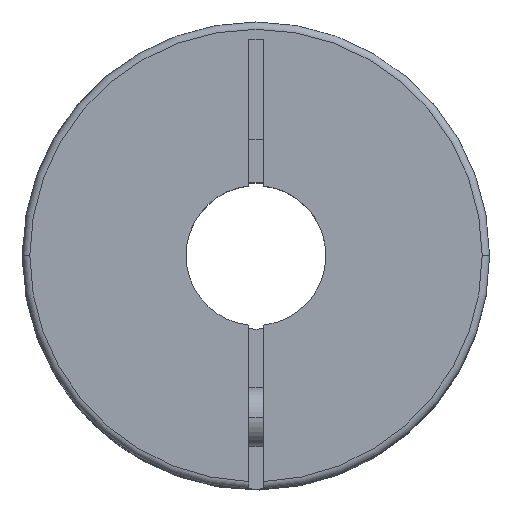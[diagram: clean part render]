
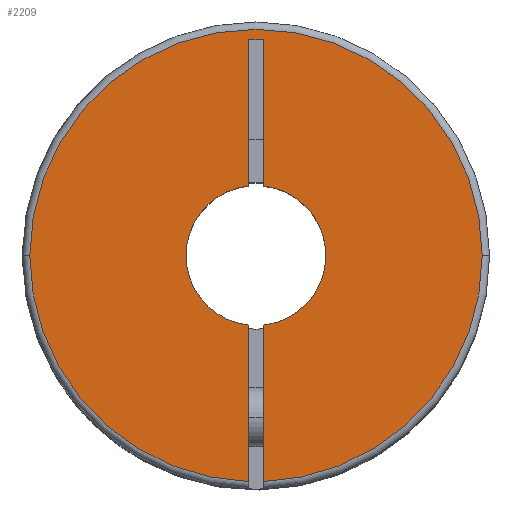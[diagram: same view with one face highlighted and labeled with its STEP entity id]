
A CAD part, top view. The second image highlights one B-rep face of the part: STEP entity #2209.
In plain terms, the highlighted planar face has unit normal (0, 0, 1).
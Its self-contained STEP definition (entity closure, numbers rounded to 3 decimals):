
#17 = EDGE_CURVE ( 'NONE', #2514, #311, #210, .T. ) ;
#25 = VERTEX_POINT ( 'NONE', #2268 ) ;
#30 = VERTEX_POINT ( 'NONE', #1565 ) ;
#52 = CARTESIAN_POINT ( 'NONE',  ( 0., 0., 0. ) ) ;
#80 = CARTESIAN_POINT ( 'NONE',  ( -0.5, 4.736, 0. ) ) ;
#83 = CIRCLE ( 'NONE', #4169, 4.763 ) ;
#110 = CARTESIAN_POINT ( 'NONE',  ( 0.5, -4.736, 0. ) ) ;
#163 = CARTESIAN_POINT ( 'NONE',  ( -15.4, 0., 0. ) ) ;
#210 = LINE ( 'NONE', #2590, #2064 ) ;
#241 = CIRCLE ( 'NONE', #1522, 15.4 ) ;
#268 = DIRECTION ( 'NONE',  ( -1., 0., 0. ) ) ;
#311 = VERTEX_POINT ( 'NONE', #80 ) ;
#413 = LINE ( 'NONE', #3467, #2961 ) ;
#420 = ORIENTED_EDGE ( 'NONE', *, *, #3310, .F. ) ;
#423 = EDGE_CURVE ( 'NONE', #2249, #4153, #2905, .T. ) ;
#501 = CARTESIAN_POINT ( 'NONE',  ( -0.5, -4.736, 0. ) ) ;
#534 = EDGE_LOOP ( 'NONE', ( #420, #2566, #751, #4118, #3480, #1901, #3089, #4175, #1973, #2895, #2156 ) ) ;
#537 = DIRECTION ( 'NONE',  ( -1., 0., 0. ) ) ;
#577 = VERTEX_POINT ( 'NONE', #3546 ) ;
#588 = DIRECTION ( 'NONE',  ( 0., 0., -1. ) ) ;
#611 = CARTESIAN_POINT ( 'NONE',  ( 0.5, -15.9, 0. ) ) ;
#612 = LINE ( 'NONE', #3685, #3441 ) ;
#751 = ORIENTED_EDGE ( 'NONE', *, *, #1490, .T. ) ;
#824 = DIRECTION ( 'NONE',  ( 0., 0., -1. ) ) ;
#1050 = CARTESIAN_POINT ( 'NONE',  ( -0.5, 14.7, 0. ) ) ;
#1206 = CARTESIAN_POINT ( 'NONE',  ( 0., 0., 0. ) ) ;
#1279 = CARTESIAN_POINT ( 'NONE',  ( 15.4, 0., 0. ) ) ;
#1408 = DIRECTION ( 'NONE',  ( -1., 0., 0. ) ) ;
#1427 = DIRECTION ( 'NONE',  ( 0., 0., -1. ) ) ;
#1451 = CARTESIAN_POINT ( 'NONE',  ( 0., 0., 0. ) ) ;
#1458 = EDGE_CURVE ( 'NONE', #4153, #25, #241, .T. ) ;
#1490 = EDGE_CURVE ( 'NONE', #4029, #577, #2465, .T. ) ;
#1522 = AXIS2_PLACEMENT_3D ( 'NONE', #1451, #2113, #3486 ) ;
#1523 = DIRECTION ( 'NONE',  ( 0., -1., 0. ) ) ;
#1565 = CARTESIAN_POINT ( 'NONE',  ( 0.5, 4.736, 0. ) ) ;
#1782 = CARTESIAN_POINT ( 'NONE',  ( -0.5, 14.7, 0. ) ) ;
#1901 = ORIENTED_EDGE ( 'NONE', *, *, #2075, .F. ) ;
#1952 = VERTEX_POINT ( 'NONE', #2483 ) ;
#1962 = DIRECTION ( 'NONE',  ( 0., -1., 0. ) ) ;
#1973 = ORIENTED_EDGE ( 'NONE', *, *, #2155, .F. ) ;
#2039 = EDGE_CURVE ( 'NONE', #4029, #1952, #2796, .T. ) ;
#2064 = VECTOR ( 'NONE', #1962, 1000. ) ;
#2075 = EDGE_CURVE ( 'NONE', #2536, #2514, #413, .T. ) ;
#2113 = DIRECTION ( 'NONE',  ( 0., 0., -1. ) ) ;
#2155 = EDGE_CURVE ( 'NONE', #25, #3905, #3263, .T. ) ;
#2156 = ORIENTED_EDGE ( 'NONE', *, *, #423, .F. ) ;
#2209 = ADVANCED_FACE ( 'NONE', ( #3594 ), #2971, .F. ) ;
#2249 = VERTEX_POINT ( 'NONE', #163 ) ;
#2261 = VECTOR ( 'NONE', #3282, 1000. ) ;
#2266 = DIRECTION ( 'NONE',  ( 0., -1., 0. ) ) ;
#2268 = CARTESIAN_POINT ( 'NONE',  ( 0.5, -15.392, 0. ) ) ;
#2465 = CIRCLE ( 'NONE', #2896, 4.763 ) ;
#2483 = CARTESIAN_POINT ( 'NONE',  ( -0.5, -15.392, 0. ) ) ;
#2514 = VERTEX_POINT ( 'NONE', #1050 ) ;
#2519 = CARTESIAN_POINT ( 'NONE',  ( 0., 0., 0. ) ) ;
#2534 = AXIS2_PLACEMENT_3D ( 'NONE', #2637, #588, #2266 ) ;
#2536 = VERTEX_POINT ( 'NONE', #3015 ) ;
#2566 = ORIENTED_EDGE ( 'NONE', *, *, #2039, .F. ) ;
#2590 = CARTESIAN_POINT ( 'NONE',  ( -0.5, 14.7, 0. ) ) ;
#2632 = EDGE_CURVE ( 'NONE', #30, #3905, #2721, .T. ) ;
#2637 = CARTESIAN_POINT ( 'NONE',  ( 0., 0., 0. ) ) ;
#2721 = CIRCLE ( 'NONE', #2938, 4.763 ) ;
#2754 = AXIS2_PLACEMENT_3D ( 'NONE', #1206, #3634, #268 ) ;
#2796 = LINE ( 'NONE', #1782, #2818 ) ;
#2818 = VECTOR ( 'NONE', #1523, 1000. ) ;
#2877 = CARTESIAN_POINT ( 'NONE',  ( 0., 0., 0. ) ) ;
#2895 = ORIENTED_EDGE ( 'NONE', *, *, #1458, .F. ) ;
#2896 = AXIS2_PLACEMENT_3D ( 'NONE', #2519, #824, #4198 ) ;
#2905 = CIRCLE ( 'NONE', #2754, 15.4 ) ;
#2938 = AXIS2_PLACEMENT_3D ( 'NONE', #52, #1427, #1408 ) ;
#2961 = VECTOR ( 'NONE', #3170, 1000. ) ;
#2971 = PLANE ( 'NONE',  #2534 ) ;
#2984 = CARTESIAN_POINT ( 'NONE',  ( 0., 0., 0. ) ) ;
#3015 = CARTESIAN_POINT ( 'NONE',  ( 0.5, 14.7, 0. ) ) ;
#3089 = ORIENTED_EDGE ( 'NONE', *, *, #3206, .F. ) ;
#3170 = DIRECTION ( 'NONE',  ( -1., 0., 0. ) ) ;
#3206 = EDGE_CURVE ( 'NONE', #30, #2536, #612, .T. ) ;
#3263 = LINE ( 'NONE', #611, #2261 ) ;
#3282 = DIRECTION ( 'NONE',  ( 0., 1., 0. ) ) ;
#3283 = DIRECTION ( 'NONE',  ( 0., 1., 0. ) ) ;
#3310 = EDGE_CURVE ( 'NONE', #1952, #2249, #3650, .T. ) ;
#3405 = EDGE_CURVE ( 'NONE', #577, #311, #83, .T. ) ;
#3441 = VECTOR ( 'NONE', #3283, 1000. ) ;
#3467 = CARTESIAN_POINT ( 'NONE',  ( 0.5, 14.7, 0. ) ) ;
#3480 = ORIENTED_EDGE ( 'NONE', *, *, #17, .F. ) ;
#3486 = DIRECTION ( 'NONE',  ( -1., 0., 0. ) ) ;
#3546 = CARTESIAN_POINT ( 'NONE',  ( -4.763, 0., 0. ) ) ;
#3594 = FACE_OUTER_BOUND ( 'NONE', #534, .T. ) ;
#3634 = DIRECTION ( 'NONE',  ( 0., 0., -1. ) ) ;
#3650 = CIRCLE ( 'NONE', #4009, 15.4 ) ;
#3685 = CARTESIAN_POINT ( 'NONE',  ( 0.5, -15.9, 0. ) ) ;
#3905 = VERTEX_POINT ( 'NONE', #110 ) ;
#4009 = AXIS2_PLACEMENT_3D ( 'NONE', #2877, #4217, #537 ) ;
#4029 = VERTEX_POINT ( 'NONE', #501 ) ;
#4053 = DIRECTION ( 'NONE',  ( -1., 0., 0. ) ) ;
#4072 = DIRECTION ( 'NONE',  ( 0., 0., -1. ) ) ;
#4118 = ORIENTED_EDGE ( 'NONE', *, *, #3405, .T. ) ;
#4153 = VERTEX_POINT ( 'NONE', #1279 ) ;
#4169 = AXIS2_PLACEMENT_3D ( 'NONE', #2984, #4072, #4053 ) ;
#4175 = ORIENTED_EDGE ( 'NONE', *, *, #2632, .T. ) ;
#4198 = DIRECTION ( 'NONE',  ( -1., 0., 0. ) ) ;
#4217 = DIRECTION ( 'NONE',  ( 0., 0., -1. ) ) ;
